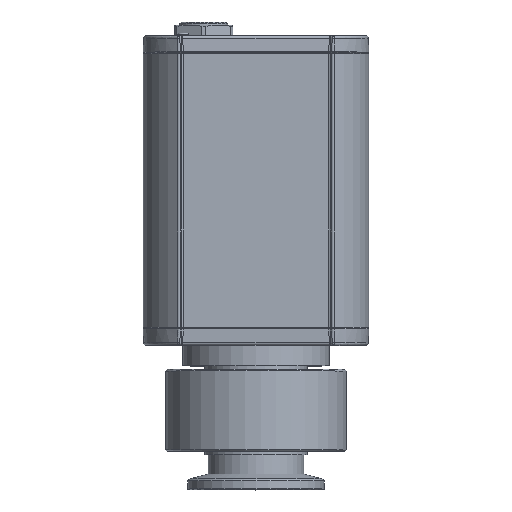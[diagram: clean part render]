
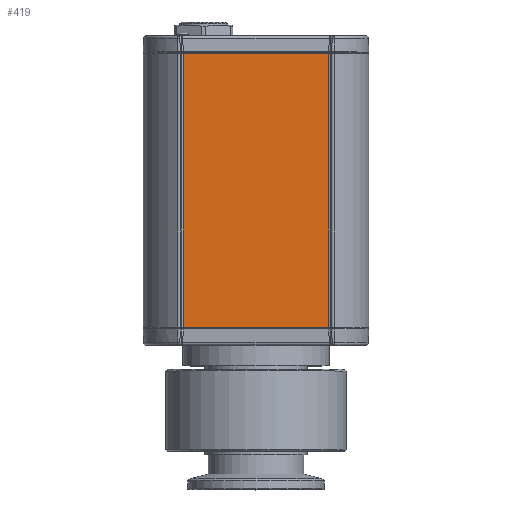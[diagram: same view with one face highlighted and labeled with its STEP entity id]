
A CAD part, top view. The second image highlights one B-rep face of the part: STEP entity #419.
In plain terms, the highlighted planar face has unit normal (0, 0, 1).
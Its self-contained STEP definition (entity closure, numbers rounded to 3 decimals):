
#136=CARTESIAN_POINT('',(-21.32,0.0,18.));
#137=VERTEX_POINT('',#136);
#145=CARTESIAN_POINT('',(21.32,0.0,18.));
#146=VERTEX_POINT('',#145);
#147=CARTESIAN_POINT('',(-21.32,0.0,18.));
#148=DIRECTION('',(1.0,0.0,0.0));
#149=VECTOR('',#148,42.639);
#150=LINE('',#147,#149);
#151=EDGE_CURVE('',#137,#146,#150,.T.);
#196=CARTESIAN_POINT('',(21.32,-80.0,18.));
#197=VERTEX_POINT('',#196);
#205=CARTESIAN_POINT('',(-21.32,-80.0,18.));
#206=VERTEX_POINT('',#205);
#207=CARTESIAN_POINT('',(-21.32,-80.0,18.));
#208=DIRECTION('',(1.0,0.0,0.0));
#209=VECTOR('',#208,42.639);
#210=LINE('',#207,#209);
#211=EDGE_CURVE('',#206,#197,#210,.T.);
#398=CARTESIAN_POINT('',(-21.527,-80.0,18.));
#399=DIRECTION('',(0.0,0.0,1.0));
#400=DIRECTION('',(1.0,0.0,0.0));
#401=AXIS2_PLACEMENT_3D('',#398,#399,#400);
#402=PLANE('',#401);
#403=ORIENTED_EDGE('',*,*,#151,.F.);
#404=CARTESIAN_POINT('',(-21.32,0.0,18.));
#405=DIRECTION('',(0.0,-1.0,0.0));
#406=VECTOR('',#405,80.0);
#407=LINE('',#404,#406);
#408=EDGE_CURVE('',#137,#206,#407,.T.);
#409=ORIENTED_EDGE('',*,*,#408,.T.);
#410=ORIENTED_EDGE('',*,*,#211,.T.);
#411=CARTESIAN_POINT('',(21.32,-80.0,18.));
#412=DIRECTION('',(0.0,1.0,0.0));
#413=VECTOR('',#412,80.0);
#414=LINE('',#411,#413);
#415=EDGE_CURVE('',#197,#146,#414,.T.);
#416=ORIENTED_EDGE('',*,*,#415,.T.);
#417=EDGE_LOOP('',(#403,#409,#410,#416));
#418=FACE_OUTER_BOUND('',#417,.T.);
#419=ADVANCED_FACE('',(#418),#402,.T.);
